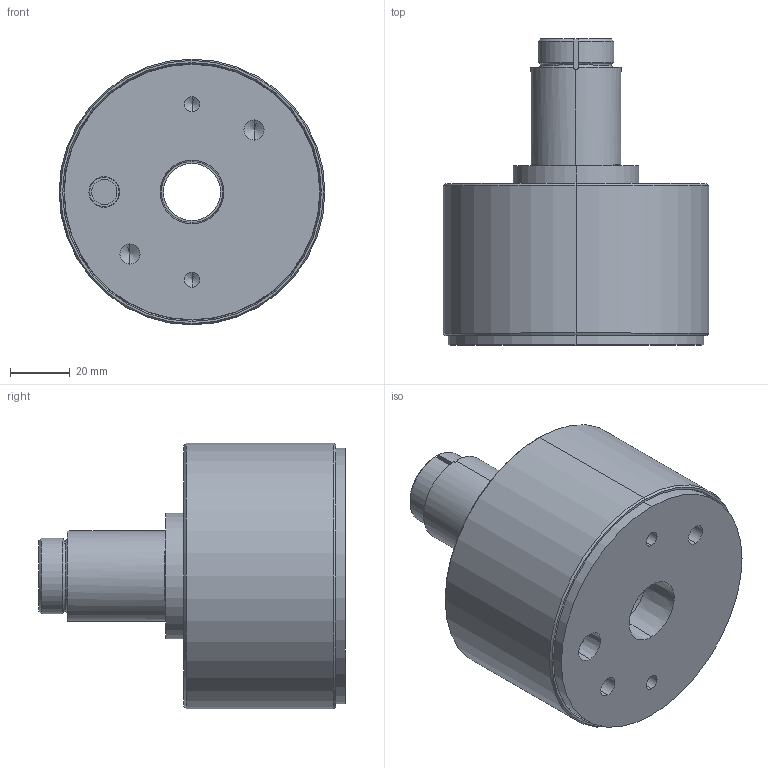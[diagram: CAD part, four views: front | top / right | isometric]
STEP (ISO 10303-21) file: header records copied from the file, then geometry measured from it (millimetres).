
FILE_DESCRIPTION (( 'STEP AP214' ), '1' );
FILE_NAME ('CTSC-001824.STEP', '2025-07-23T17:57:27', ( '' ), ( '' ), 'SwSTEP 2.0', 'SolidWorks 2023', '' );
FILE_SCHEMA (( 'AUTOMOTIVE_DESIGN' ));
Length unit declared in the file: inch
Products named in the file (1): CTSC-001824
Bounding box: 88.9 x 102.41 x 88.9 mm (x, y, z)
Volume: 335442.1 mm3; surface area: 49247.6 mm2
Topology: 1 solids, 1 shells, 73 faces, 166 edges, 99 vertices
Faces by surface type: cylinder 29, cone 22, plane 18, torus 4
Entity records: 2969 total; most frequent: CARTESIAN_POINT 385, DIRECTION 381, ORIENTED_EDGE 316, EDGE_CURVE 158, AXIS2_PLACEMENT_3D 157, VERTEX_POINT 99, EDGE_LOOP 87, CIRCLE 83
